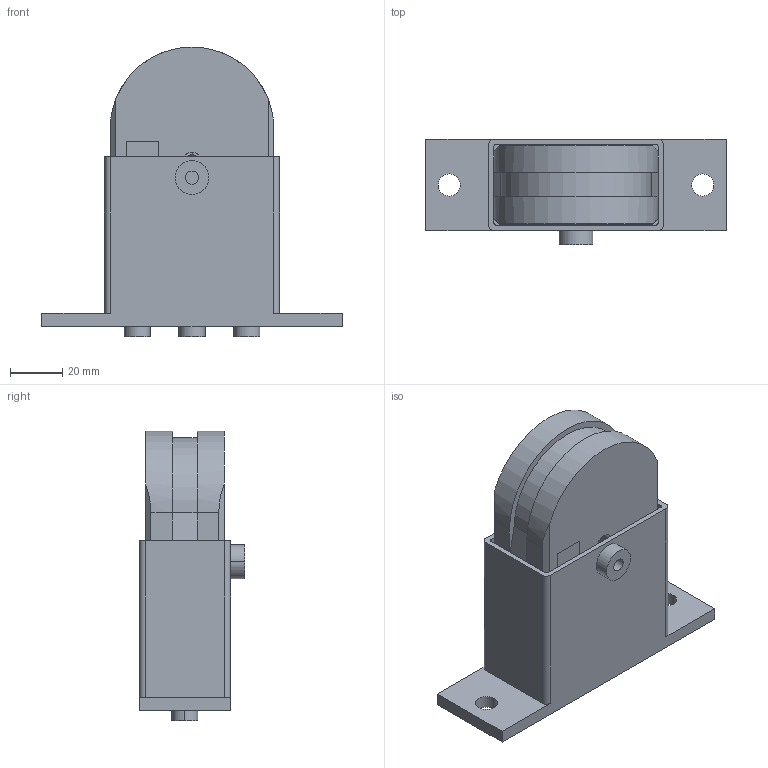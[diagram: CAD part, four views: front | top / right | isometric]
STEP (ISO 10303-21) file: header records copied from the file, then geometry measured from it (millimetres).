
FILE_DESCRIPTION(('STEP AP214'),'1');
FILE_NAME('cctmp_BCCA56D1-EACB-488B-BBAA-DDD8F67DDD5A_2023_6_21_12_53_50_847..stp','2023-06-21T10:53:50',('Murtfeldt Kunststoffe GmbH & Co.KG'),('CADClick - www.CADClick.com'),'Spatial InterOp 3D',' ','unknown authorization');
FILE_SCHEMA(('AUTOMOTIVE_DESIGN'));
Length unit declared in the file: millimetre
Products named in the file (1): 1
Bounding box: 115 x 40.5 x 111 mm (x, y, z)
Volume: 195070.3 mm3; surface area: 57589.3 mm2
Topology: 5 solids, 5 shells, 95 faces, 230 edges, 151 vertices
Faces by surface type: plane 61, cylinder 29, cone 5
Entity records: 3667 total; most frequent: CARTESIAN_POINT 548, DIRECTION 488, ORIENTED_EDGE 458, EDGE_CURVE 229, AXIS2_PLACEMENT_3D 164, LINE 160, VECTOR 160, VERTEX_POINT 151
